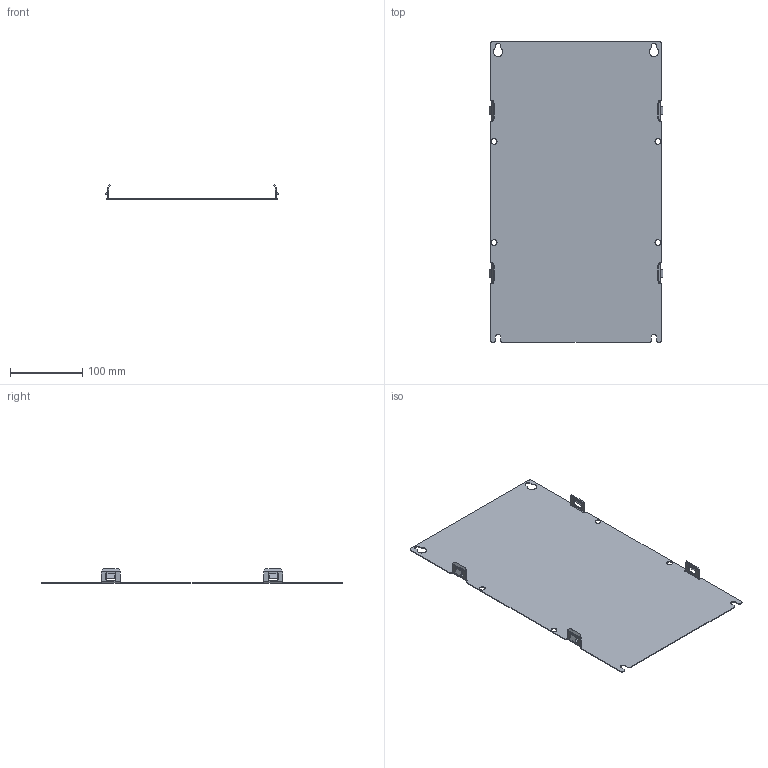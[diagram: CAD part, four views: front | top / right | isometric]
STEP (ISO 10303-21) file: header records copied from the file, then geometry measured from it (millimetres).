
FILE_DESCRIPTION((''),'2;1');
FILE_NAME('130B3228','2020-07-06T',('F26576'),('Danfoss Drives A/S'),'CREO PARAMETRIC BY PTC INC, 2018070','CREO PARAMETRIC BY PTC INC, 2018070','');
FILE_SCHEMA(('CONFIG_CONTROL_DESIGN','GEOMETRIC_VALIDATION_PROPERTIES_MIM'));
Length unit declared in the file: millimetre
Products named in the file (1): 130B3228
Bounding box: 239.58 x 415 x 19.96 mm (x, y, z)
Volume: 98689 mm3; surface area: 199329.1 mm2
Topology: 1 solids, 1 shells, 222 faces, 580 edges, 360 vertices
Faces by surface type: plane 120, cylinder 86, bspline 16
Entity records: 9136 total; most frequent: CARTESIAN_POINT 1772, ORIENTED_EDGE 1160, DIRECTION 1132, PRESENTATION_STYLE_ASSIGNMENT 581, STYLED_ITEM 581, CURVE_STYLE 580, EDGE_CURVE 580, AXIS2_PLACEMENT_3D 378
